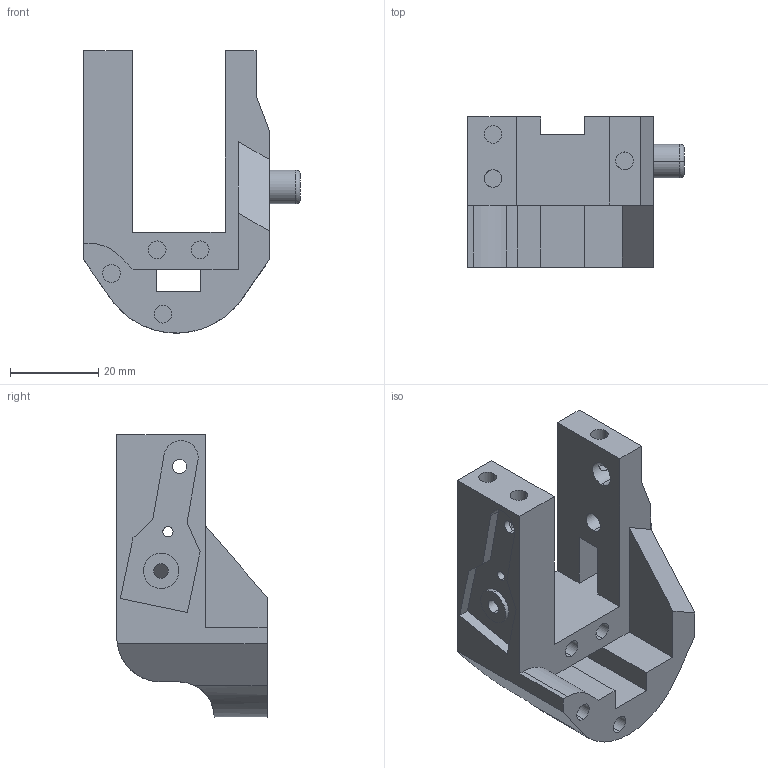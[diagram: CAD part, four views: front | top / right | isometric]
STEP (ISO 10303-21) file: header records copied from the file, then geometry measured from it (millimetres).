
FILE_DESCRIPTION (( 'STEP AP214' ), '1' );
FILE_NAME ('shoulder_roll_back_right_x1.STEP', '2021-05-02T04:48:41', ( '' ), ( '' ), 'SwSTEP 2.0', 'SolidWorks 2019', '' );
FILE_SCHEMA (( 'AUTOMOTIVE_DESIGN' ));
Length unit declared in the file: millimetre
Products named in the file (1): shoulder_roll_back_right_x1
Bounding box: 49.01 x 34 x 63.86 mm (x, y, z)
Volume: 30166.2 mm3; surface area: 12694.2 mm2
Topology: 1 solids, 1 shells, 101 faces, 269 edges, 178 vertices
Faces by surface type: plane 55, cylinder 44, torus 2
Entity records: 3421 total; most frequent: CARTESIAN_POINT 789, DIRECTION 540, ORIENTED_EDGE 538, EDGE_CURVE 269, AXIS2_PLACEMENT_3D 189, VERTEX_POINT 178, LINE 162, VECTOR 162
